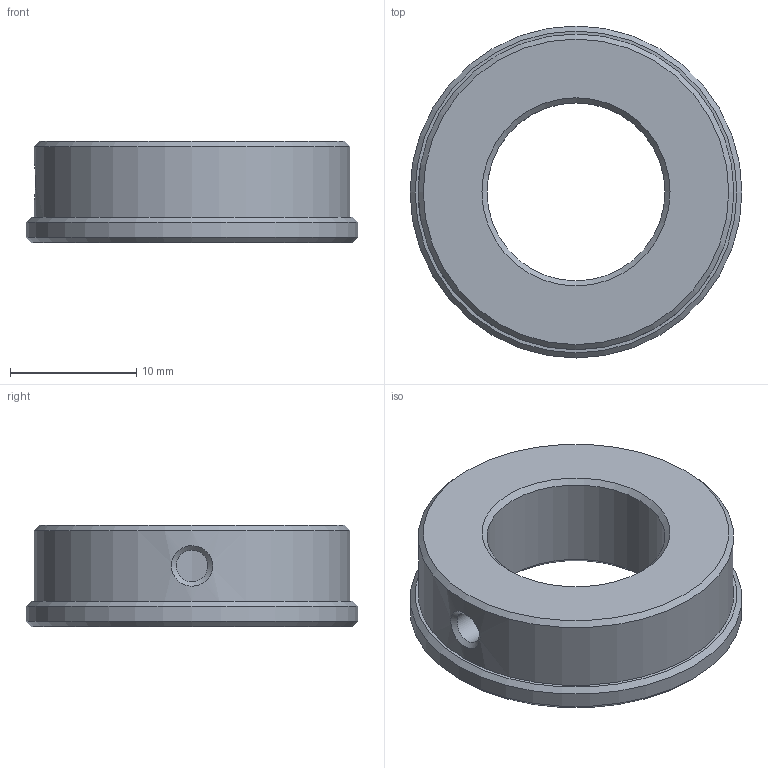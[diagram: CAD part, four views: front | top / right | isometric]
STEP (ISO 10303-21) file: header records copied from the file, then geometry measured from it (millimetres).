
FILE_DESCRIPTION (( 'STEP AP203' ), '1' );
FILE_NAME ('530205.step', '2025-08-19T06:43:01', ( 'Windows User' ), ( 'P R C' ), 'SwSTEP 2.0', 'SolidWorks 2020', '' );
FILE_SCHEMA (( 'CONFIG_CONTROL_DESIGN' ));
Length unit declared in the file: millimetre
Products named in the file (1): 530205
Bounding box: 26.29 x 26.29 x 8 mm (x, y, z)
Volume: 2727.9 mm3; surface area: 1717.6 mm2
Topology: 1 solids, 1 shells, 13 faces, 29 edges, 19 vertices
Faces by surface type: cone 5, cylinder 4, plane 3, bspline 1
Full cylindrical faces by diameter (mm): 2.5 x1, 14.1 x1, 25 x1, 26.29 x1
Entity records: 1309 total; most frequent: CARTESIAN_POINT 1004, DIRECTION 48, EDGE_LOOP 28, ORIENTED_EDGE 28, AXIS2_PLACEMENT_3D 24, FACE_OUTER_BOUND 18, VERTEX_POINT 14, EDGE_CURVE 14
